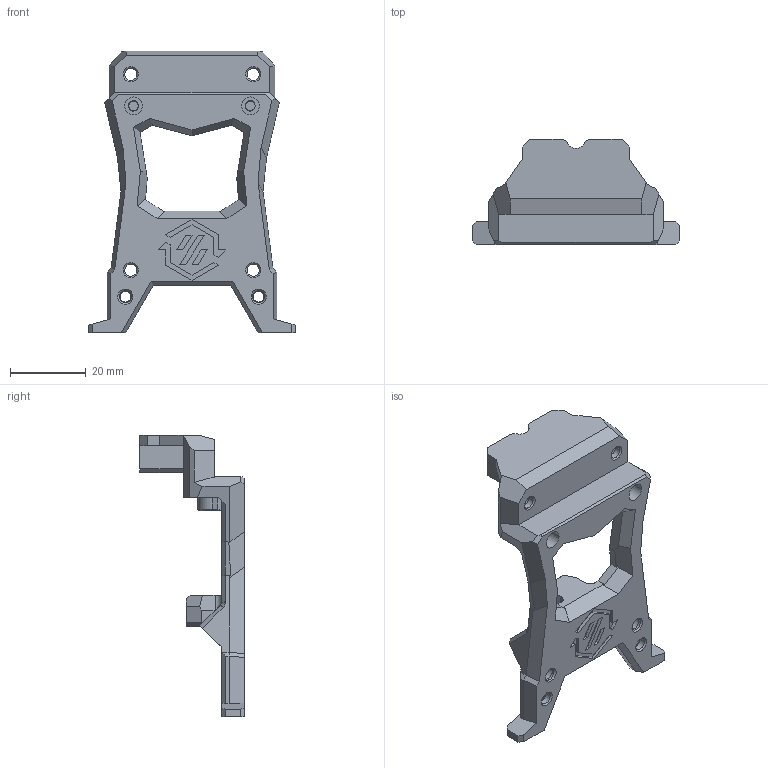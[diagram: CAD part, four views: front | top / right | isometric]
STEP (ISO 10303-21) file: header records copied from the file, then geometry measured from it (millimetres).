
FILE_DESCRIPTION(/* description */ (''),/* implementation_level */ '2;1');
FILE_NAME(/* name */ 'StealthChanger_Xol-Toolhead_Plate.step',/* time_stamp */ '2024-01-31T00:05:17+01:00',/* author */ (''),/* organization */ (''),/* preprocessor_version */ 'ST-DEVELOPER v20',/* originating_system */ 'Autodesk Translation Framework v12.14.0.127',/* authorisation */ '');
FILE_SCHEMA (('AUTOMOTIVE_DESIGN { 1 0 10303 214 3 1 1 }'));
Length unit declared in the file: millimetre
Products named in the file (1): Plate (1) (1)
Bounding box: 54.7 x 27.58 x 74.12 mm (x, y, z)
Volume: 16359.4 mm3; surface area: 10212.8 mm2
Topology: 1 solids, 1 shells, 372 faces, 988 edges, 639 vertices
Faces by surface type: plane 277, cylinder 60, bspline 20, cone 15
Full cylindrical faces by diameter (mm): 2.529 x6, 2.8 x10, 3.2 x6, 4.7 x6
Entity records: 19832 total; most frequent: CARTESIAN_POINT 10707, ORIENTED_EDGE 1976, DIRECTION 1698, EDGE_CURVE 988, LINE 782, VECTOR 782, VERTEX_POINT 639, AXIS2_PLACEMENT_3D 458
